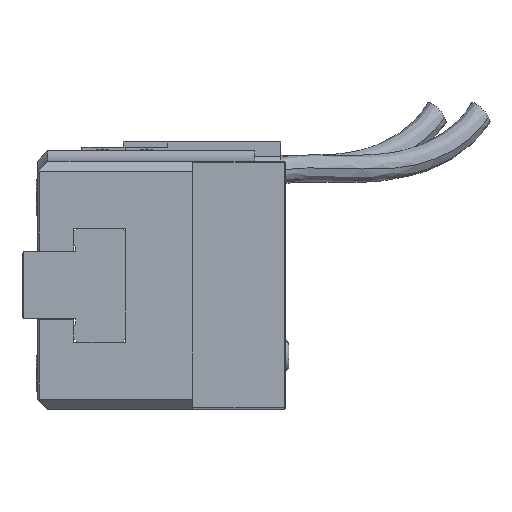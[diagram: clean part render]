
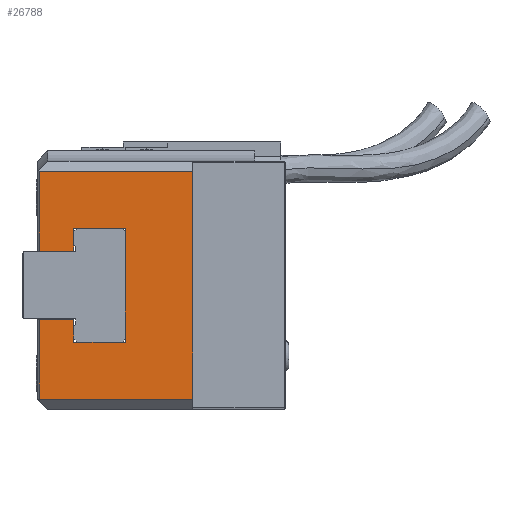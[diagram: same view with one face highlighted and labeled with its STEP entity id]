
A CAD part, left-side view. The second image highlights one B-rep face of the part: STEP entity #26788.
In plain terms, the highlighted planar face has unit normal (-1, 0, 0).
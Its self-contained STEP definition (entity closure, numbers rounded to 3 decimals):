
#1 = CARTESIAN_POINT ( 'NONE',  ( -25., 23.85, -3.3 ) ) ;
#124 = EDGE_LOOP ( 'NONE', ( #16432, #24162, #22760, #29454, #9974, #46804, #29754, #44616, #41900, #5797, #8033, #45577 ) ) ;
#441 = VERTEX_POINT ( 'NONE', #19588 ) ;
#541 = VERTEX_POINT ( 'NONE', #31287 ) ;
#1188 = VECTOR ( 'NONE', #52456, 1000. ) ;
#3494 = FACE_OUTER_BOUND ( 'NONE', #124, .T. ) ;
#3777 = DIRECTION ( 'NONE',  ( 0., 0., -1. ) ) ;
#4039 = VERTEX_POINT ( 'NONE', #18963 ) ;
#4756 = VECTOR ( 'NONE', #38736, 1000. ) ;
#5141 = VERTEX_POINT ( 'NONE', #12363 ) ;
#5797 = ORIENTED_EDGE ( 'NONE', *, *, #40298, .T. ) ;
#6813 = VERTEX_POINT ( 'NONE', #13576 ) ;
#8033 = ORIENTED_EDGE ( 'NONE', *, *, #22615, .T. ) ;
#8158 = DIRECTION ( 'NONE',  ( 0., -1., 0. ) ) ;
#8395 = DIRECTION ( 'NONE',  ( 0., 1., 0. ) ) ;
#8604 = VECTOR ( 'NONE', #8395, 1000. ) ;
#8616 = LINE ( 'NONE', #36278, #49261 ) ;
#9401 = VECTOR ( 'NONE', #50302, 1000. ) ;
#9584 = LINE ( 'NONE', #48648, #51498 ) ;
#9974 = ORIENTED_EDGE ( 'NONE', *, *, #14127, .T. ) ;
#10458 = LINE ( 'NONE', #46264, #30816 ) ;
#10618 = CARTESIAN_POINT ( 'NONE',  ( -25., 20.5, 3.3 ) ) ;
#10635 = DIRECTION ( 'NONE',  ( 1., 0., 0. ) ) ;
#10659 = CARTESIAN_POINT ( 'NONE',  ( -25., 20.5, -3.3 ) ) ;
#11423 = VERTEX_POINT ( 'NONE', #1 ) ;
#11792 = CARTESIAN_POINT ( 'NONE',  ( -25., 20.5, -3.3 ) ) ;
#12363 = CARTESIAN_POINT ( 'NONE',  ( -25., 23.85, 3.3 ) ) ;
#12940 = VECTOR ( 'NONE', #39074, 1000. ) ;
#13457 = AXIS2_PLACEMENT_3D ( 'NONE', #30725, #10635, #39095 ) ;
#13576 = CARTESIAN_POINT ( 'NONE',  ( -25., 20.5, -5.5 ) ) ;
#14127 = EDGE_CURVE ( 'NONE', #4039, #29744, #9584, .T. ) ;
#14371 = PLANE ( 'NONE',  #13457 ) ;
#16060 = DIRECTION ( 'NONE',  ( 0., 0., -1. ) ) ;
#16068 = DIRECTION ( 'NONE',  ( 0., -1., 0. ) ) ;
#16386 = CARTESIAN_POINT ( 'NONE',  ( -25., 24., 11. ) ) ;
#16432 = ORIENTED_EDGE ( 'NONE', *, *, #39563, .T. ) ;
#17626 = CARTESIAN_POINT ( 'NONE',  ( -25., 24., -3.3 ) ) ;
#18276 = VERTEX_POINT ( 'NONE', #36568 ) ;
#18963 = CARTESIAN_POINT ( 'NONE',  ( -25., 20.5, 5.5 ) ) ;
#19588 = CARTESIAN_POINT ( 'NONE',  ( -25., 23.85, 11. ) ) ;
#21709 = DIRECTION ( 'NONE',  ( 0., 1., 0. ) ) ;
#21862 = EDGE_CURVE ( 'NONE', #6813, #47235, #44377, .T. ) ;
#22615 = EDGE_CURVE ( 'NONE', #18276, #36223, #23919, .T. ) ;
#22725 = LINE ( 'NONE', #30089, #9401 ) ;
#22760 = ORIENTED_EDGE ( 'NONE', *, *, #28468, .T. ) ;
#23412 = DIRECTION ( 'NONE',  ( 0., 0., 1. ) ) ;
#23919 = LINE ( 'NONE', #40426, #33508 ) ;
#24162 = ORIENTED_EDGE ( 'NONE', *, *, #34647, .T. ) ;
#25668 = EDGE_CURVE ( 'NONE', #36223, #541, #10458, .T. ) ;
#26347 = LINE ( 'NONE', #34639, #4756 ) ;
#26764 = EDGE_CURVE ( 'NONE', #44007, #6813, #26347, .T. ) ;
#26788 = ADVANCED_FACE ( 'NONE', ( #3494 ), #14371, .F. ) ;
#27269 = VERTEX_POINT ( 'NONE', #33739 ) ;
#28468 = EDGE_CURVE ( 'NONE', #5141, #27269, #45379, .T. ) ;
#29454 = ORIENTED_EDGE ( 'NONE', *, *, #31037, .T. ) ;
#29744 = VERTEX_POINT ( 'NONE', #40290 ) ;
#29754 = ORIENTED_EDGE ( 'NONE', *, *, #26764, .T. ) ;
#30089 = CARTESIAN_POINT ( 'NONE',  ( -25., 15.5, -5.5 ) ) ;
#30524 = EDGE_CURVE ( 'NONE', #47235, #11423, #48357, .T. ) ;
#30725 = CARTESIAN_POINT ( 'NONE',  ( -25., 24., -12. ) ) ;
#30816 = VECTOR ( 'NONE', #46433, 1000. ) ;
#31037 = EDGE_CURVE ( 'NONE', #27269, #4039, #43903, .T. ) ;
#31287 = CARTESIAN_POINT ( 'NONE',  ( -25., 9., 11. ) ) ;
#33387 = LINE ( 'NONE', #40420, #42903 ) ;
#33508 = VECTOR ( 'NONE', #16068, 1000. ) ;
#33739 = CARTESIAN_POINT ( 'NONE',  ( -25., 20.5, 3.3 ) ) ;
#34639 = CARTESIAN_POINT ( 'NONE',  ( -25., 20.5, -5.5 ) ) ;
#34647 = EDGE_CURVE ( 'NONE', #441, #5141, #8616, .T. ) ;
#36223 = VERTEX_POINT ( 'NONE', #38217 ) ;
#36278 = CARTESIAN_POINT ( 'NONE',  ( -25., 23.85, 3.3 ) ) ;
#36568 = CARTESIAN_POINT ( 'NONE',  ( -25., 23.85, -11. ) ) ;
#37616 = VECTOR ( 'NONE', #21709, 1000. ) ;
#38217 = CARTESIAN_POINT ( 'NONE',  ( -25., 9., -11. ) ) ;
#38736 = DIRECTION ( 'NONE',  ( 0., 1., 0. ) ) ;
#39074 = DIRECTION ( 'NONE',  ( 0., -1., 0. ) ) ;
#39095 = DIRECTION ( 'NONE',  ( 0., 0., -1. ) ) ;
#39563 = EDGE_CURVE ( 'NONE', #541, #441, #42298, .T. ) ;
#40290 = CARTESIAN_POINT ( 'NONE',  ( -25., 15.5, 5.5 ) ) ;
#40298 = EDGE_CURVE ( 'NONE', #11423, #18276, #33387, .T. ) ;
#40420 = CARTESIAN_POINT ( 'NONE',  ( -25., 23.85, -11. ) ) ;
#40426 = CARTESIAN_POINT ( 'NONE',  ( -25., 24., -11. ) ) ;
#41900 = ORIENTED_EDGE ( 'NONE', *, *, #30524, .T. ) ;
#42298 = LINE ( 'NONE', #16386, #8604 ) ;
#42616 = VECTOR ( 'NONE', #23412, 1000. ) ;
#42903 = VECTOR ( 'NONE', #16060, 1000. ) ;
#43903 = LINE ( 'NONE', #47762, #42616 ) ;
#44007 = VERTEX_POINT ( 'NONE', #50108 ) ;
#44377 = LINE ( 'NONE', #11792, #1188 ) ;
#44616 = ORIENTED_EDGE ( 'NONE', *, *, #21862, .T. ) ;
#45379 = LINE ( 'NONE', #10618, #12940 ) ;
#45577 = ORIENTED_EDGE ( 'NONE', *, *, #25668, .T. ) ;
#46264 = CARTESIAN_POINT ( 'NONE',  ( -25., 9., -12. ) ) ;
#46433 = DIRECTION ( 'NONE',  ( 0., 0., 1. ) ) ;
#46804 = ORIENTED_EDGE ( 'NONE', *, *, #48640, .T. ) ;
#47235 = VERTEX_POINT ( 'NONE', #10659 ) ;
#47762 = CARTESIAN_POINT ( 'NONE',  ( -25., 20.5, 5.5 ) ) ;
#48357 = LINE ( 'NONE', #17626, #37616 ) ;
#48640 = EDGE_CURVE ( 'NONE', #29744, #44007, #22725, .T. ) ;
#48648 = CARTESIAN_POINT ( 'NONE',  ( -25., 15.5, 5.5 ) ) ;
#49261 = VECTOR ( 'NONE', #3777, 1000. ) ;
#50108 = CARTESIAN_POINT ( 'NONE',  ( -25., 15.5, -5.5 ) ) ;
#50302 = DIRECTION ( 'NONE',  ( 0., 0., -1. ) ) ;
#51498 = VECTOR ( 'NONE', #8158, 1000. ) ;
#52456 = DIRECTION ( 'NONE',  ( 0., 0., 1. ) ) ;
